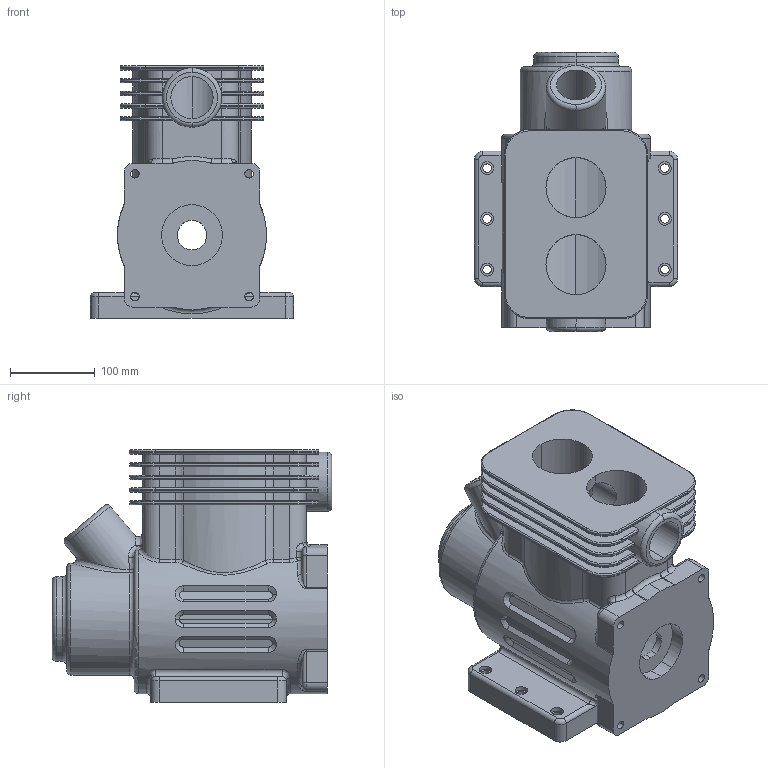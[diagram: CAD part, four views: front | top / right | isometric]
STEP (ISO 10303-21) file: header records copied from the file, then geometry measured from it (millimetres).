
FILE_DESCRIPTION(('CATIA V5 STEP Exchange'),'2;1');
FILE_NAME('Cylinder Block.stp','2017-08-11T06:48:18+00:00',('none'),('none'),'CATIA Version 5 Release 20 SP 7 (IN-10)','CATIA V5 STEP AP203','none');
FILE_SCHEMA(('CONFIG_CONTROL_DESIGN'));
Length unit declared in the file: millimetre
Products named in the file (1): Cylinder Block
Bounding box: 240 x 330 x 298 mm (x, y, z)
Volume: 5892159.4 mm3; surface area: 694852.7 mm2
Topology: 1 solids, 1 shells, 497 faces, 1285 edges, 790 vertices
Faces by surface type: cylinder 257, plane 119, torus 73, bspline 40, sphere 8
Entity records: 18972 total; most frequent: CARTESIAN_POINT 8084, ORIENTED_EDGE 2554, DIRECTION 1663, EDGE_CURVE 1277, AXIS2_PLACEMENT_3D 847, VERTEX_POINT 790, CIRCLE 556, EDGE_LOOP 539
